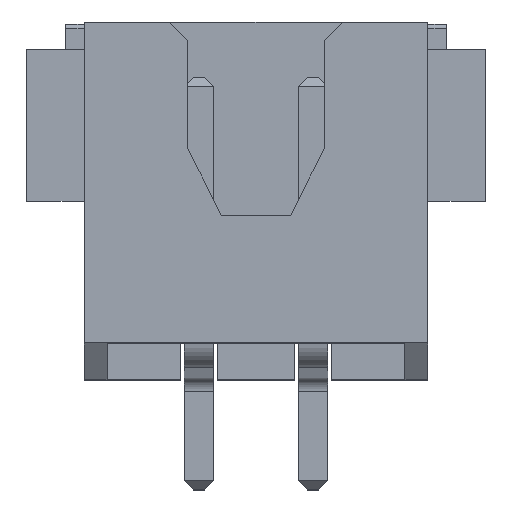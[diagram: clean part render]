
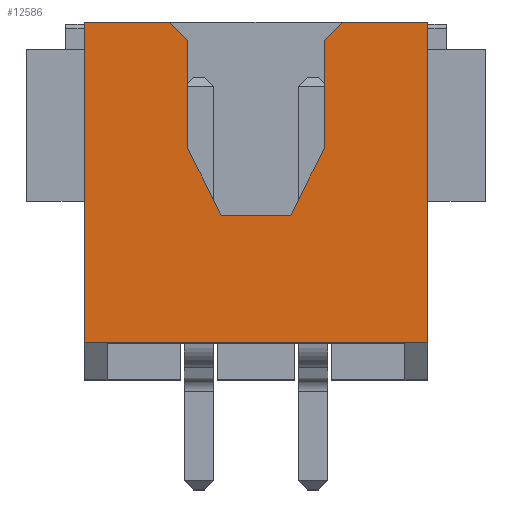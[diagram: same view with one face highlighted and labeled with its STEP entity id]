
A CAD part, top view. The second image highlights one B-rep face of the part: STEP entity #12586.
In plain terms, the highlighted planar face has unit normal (0, 0, 1).
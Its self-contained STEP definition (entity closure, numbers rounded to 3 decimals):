
#714 = CARTESIAN_POINT ( 'NONE',  ( 3.75, 5.1, 6. ) ) ;
#829 = EDGE_CURVE ( 'NONE', #5743, #12466, #4263, .T. ) ;
#924 = VECTOR ( 'NONE', #1114, 1000. ) ;
#987 = DIRECTION ( 'NONE',  ( -1., 0., 0. ) ) ;
#1010 = EDGE_CURVE ( 'NONE', #12466, #1468, #17202, .T. ) ;
#1114 = DIRECTION ( 'NONE',  ( 0., 1., 0. ) ) ;
#1285 = LINE ( 'NONE', #14347, #5238 ) ;
#1468 = VERTEX_POINT ( 'NONE', #13828 ) ;
#1482 = FACE_OUTER_BOUND ( 'NONE', #6001, .T. ) ;
#1522 = VERTEX_POINT ( 'NONE', #4136 ) ;
#1870 = EDGE_CURVE ( 'NONE', #18198, #2712, #12201, .T. ) ;
#2025 = ORIENTED_EDGE ( 'NONE', *, *, #16973, .T. ) ;
#2265 = EDGE_CURVE ( 'NONE', #1522, #16553, #6927, .T. ) ;
#2269 = EDGE_CURVE ( 'NONE', #5743, #13638, #8272, .T. ) ;
#2348 = ORIENTED_EDGE ( 'NONE', *, *, #18180, .F. ) ;
#2393 = CARTESIAN_POINT ( 'NONE',  ( -3.75, 5.1, 6. ) ) ;
#2505 = AXIS2_PLACEMENT_3D ( 'NONE', #12123, #5920, #13480 ) ;
#2712 = VERTEX_POINT ( 'NONE', #15641 ) ;
#2731 = VERTEX_POINT ( 'NONE', #12397 ) ;
#3310 = EDGE_CURVE ( 'NONE', #3943, #2731, #3938, .T. ) ;
#3613 = CARTESIAN_POINT ( 'NONE',  ( -3.75, 5.1, 6. ) ) ;
#3794 = LINE ( 'NONE', #3980, #9574 ) ;
#3938 = LINE ( 'NONE', #14476, #924 ) ;
#3943 = VERTEX_POINT ( 'NONE', #12642 ) ;
#3980 = CARTESIAN_POINT ( 'NONE',  ( -1.488, 4.695, 6. ) ) ;
#4012 = VECTOR ( 'NONE', #17459, 1000. ) ;
#4074 = CARTESIAN_POINT ( 'NONE',  ( -3.75, 5.1, 6. ) ) ;
#4136 = CARTESIAN_POINT ( 'NONE',  ( -1.893, 5.1, 6. ) ) ;
#4263 = LINE ( 'NONE', #10135, #13862 ) ;
#4675 = DIRECTION ( 'NONE',  ( 1., 0., 0. ) ) ;
#4816 = LINE ( 'NONE', #18127, #7010 ) ;
#5037 = ORIENTED_EDGE ( 'NONE', *, *, #12119, .F. ) ;
#5238 = VECTOR ( 'NONE', #14444, 1000. ) ;
#5743 = VERTEX_POINT ( 'NONE', #12108 ) ;
#5757 = EDGE_CURVE ( 'NONE', #2712, #3943, #16333, .T. ) ;
#5817 = VECTOR ( 'NONE', #4675, 1000. ) ;
#5920 = DIRECTION ( 'NONE',  ( 0., 0., 1. ) ) ;
#6001 = EDGE_LOOP ( 'NONE', ( #15766, #17163, #15962, #18587, #10747, #5037, #2348, #17429, #2025, #14920, #10253, #9389 ) ) ;
#6880 = CARTESIAN_POINT ( 'NONE',  ( -3.75, 5.1, 6. ) ) ;
#6927 = LINE ( 'NONE', #2393, #15419 ) ;
#7010 = VECTOR ( 'NONE', #15232, 1000. ) ;
#7674 = VECTOR ( 'NONE', #987, 1000. ) ;
#8272 = LINE ( 'NONE', #17258, #4012 ) ;
#8450 = CARTESIAN_POINT ( 'NONE',  ( -0.755, 0.889, 6. ) ) ;
#8481 = DIRECTION ( 'NONE',  ( 0., -1., 0. ) ) ;
#8585 = LINE ( 'NONE', #4074, #14107 ) ;
#8769 = DIRECTION ( 'NONE',  ( 0., 1., 0. ) ) ;
#8901 = CARTESIAN_POINT ( 'NONE',  ( 1.488, 2.33, 6. ) ) ;
#8920 = PLANE ( 'NONE',  #2505 ) ;
#9389 = ORIENTED_EDGE ( 'NONE', *, *, #1010, .T. ) ;
#9574 = VECTOR ( 'NONE', #15646, 1000. ) ;
#10059 = DIRECTION ( 'NONE',  ( 0.707, 0.707, 0. ) ) ;
#10135 = CARTESIAN_POINT ( 'NONE',  ( 3.75, 5.1, 6. ) ) ;
#10231 = VECTOR ( 'NONE', #10059, 1000. ) ;
#10253 = ORIENTED_EDGE ( 'NONE', *, *, #829, .T. ) ;
#10483 = VERTEX_POINT ( 'NONE', #14268 ) ;
#10747 = ORIENTED_EDGE ( 'NONE', *, *, #11883, .F. ) ;
#11436 = LINE ( 'NONE', #14231, #10231 ) ;
#11883 = EDGE_CURVE ( 'NONE', #10483, #18198, #1285, .T. ) ;
#12108 = CARTESIAN_POINT ( 'NONE',  ( 3.75, -1.9, 6. ) ) ;
#12119 = EDGE_CURVE ( 'NONE', #16138, #10483, #3794, .T. ) ;
#12123 = CARTESIAN_POINT ( 'NONE',  ( 0., 0., 6. ) ) ;
#12201 = LINE ( 'NONE', #17890, #5817 ) ;
#12397 = CARTESIAN_POINT ( 'NONE',  ( 1.488, 4.695, 6. ) ) ;
#12466 = VERTEX_POINT ( 'NONE', #714 ) ;
#12586 = ADVANCED_FACE ( 'NONE', ( #1482 ), #8920, .T. ) ;
#12642 = CARTESIAN_POINT ( 'NONE',  ( 1.488, 2.33, 6. ) ) ;
#12830 = EDGE_CURVE ( 'NONE', #2731, #1468, #11436, .T. ) ;
#12840 = DIRECTION ( 'NONE',  ( -1., 0., 0. ) ) ;
#13321 = CARTESIAN_POINT ( 'NONE',  ( -3.75, -1.9, 6. ) ) ;
#13480 = DIRECTION ( 'NONE',  ( 1., 0., 0. ) ) ;
#13638 = VERTEX_POINT ( 'NONE', #13321 ) ;
#13828 = CARTESIAN_POINT ( 'NONE',  ( 1.893, 5.1, 6. ) ) ;
#13862 = VECTOR ( 'NONE', #8769, 1000. ) ;
#14107 = VECTOR ( 'NONE', #8481, 1000. ) ;
#14231 = CARTESIAN_POINT ( 'NONE',  ( 1.488, 4.695, 6. ) ) ;
#14268 = CARTESIAN_POINT ( 'NONE',  ( -1.488, 2.33, 6. ) ) ;
#14347 = CARTESIAN_POINT ( 'NONE',  ( -1.488, 2.33, 6. ) ) ;
#14444 = DIRECTION ( 'NONE',  ( 0.454, -0.891, 0. ) ) ;
#14476 = CARTESIAN_POINT ( 'NONE',  ( 1.488, 4.695, 6. ) ) ;
#14920 = ORIENTED_EDGE ( 'NONE', *, *, #2269, .F. ) ;
#15232 = DIRECTION ( 'NONE',  ( 0.707, -0.707, 0. ) ) ;
#15244 = VECTOR ( 'NONE', #16436, 1000. ) ;
#15419 = VECTOR ( 'NONE', #12840, 1000. ) ;
#15537 = CARTESIAN_POINT ( 'NONE',  ( -1.488, 4.695, 6. ) ) ;
#15641 = CARTESIAN_POINT ( 'NONE',  ( 0.755, 0.889, 6. ) ) ;
#15646 = DIRECTION ( 'NONE',  ( 0., -1., 0. ) ) ;
#15766 = ORIENTED_EDGE ( 'NONE', *, *, #12830, .F. ) ;
#15962 = ORIENTED_EDGE ( 'NONE', *, *, #5757, .F. ) ;
#16138 = VERTEX_POINT ( 'NONE', #15537 ) ;
#16333 = LINE ( 'NONE', #8901, #15244 ) ;
#16436 = DIRECTION ( 'NONE',  ( 0.454, 0.891, 0. ) ) ;
#16553 = VERTEX_POINT ( 'NONE', #3613 ) ;
#16973 = EDGE_CURVE ( 'NONE', #16553, #13638, #8585, .T. ) ;
#17163 = ORIENTED_EDGE ( 'NONE', *, *, #3310, .F. ) ;
#17202 = LINE ( 'NONE', #6880, #7674 ) ;
#17258 = CARTESIAN_POINT ( 'NONE',  ( 3.75, -1.9, 6. ) ) ;
#17429 = ORIENTED_EDGE ( 'NONE', *, *, #2265, .T. ) ;
#17459 = DIRECTION ( 'NONE',  ( -1., 0., 0. ) ) ;
#17890 = CARTESIAN_POINT ( 'NONE',  ( -0.755, 0.889, 6. ) ) ;
#18127 = CARTESIAN_POINT ( 'NONE',  ( -1.488, 4.695, 6. ) ) ;
#18180 = EDGE_CURVE ( 'NONE', #1522, #16138, #4816, .T. ) ;
#18198 = VERTEX_POINT ( 'NONE', #8450 ) ;
#18587 = ORIENTED_EDGE ( 'NONE', *, *, #1870, .F. ) ;
